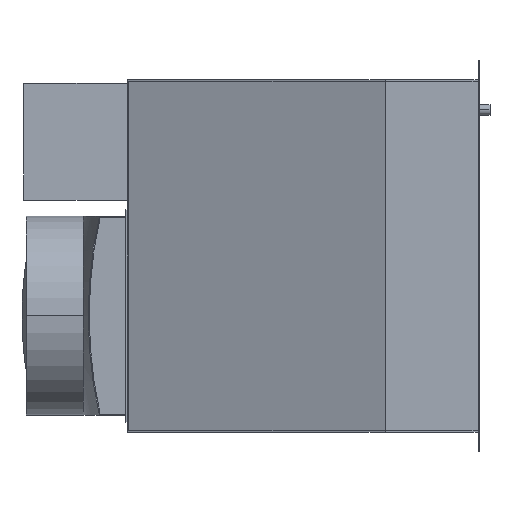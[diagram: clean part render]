
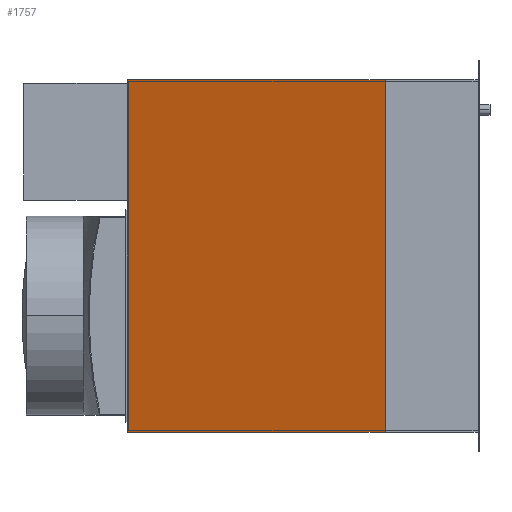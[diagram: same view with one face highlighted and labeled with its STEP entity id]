
A CAD part, left-side view. The second image highlights one B-rep face of the part: STEP entity #1757.
In plain terms, the highlighted planar face has unit normal (-0.938, 0.346, 0).
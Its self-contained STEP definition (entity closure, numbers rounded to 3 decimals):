
#458=DIRECTION('',(-0.346,-0.938,0.));
#459=VECTOR('',#458,206.756);
#460=CARTESIAN_POINT('',(-171.,265.,132.5));
#461=LINE('',#460,#459);
#478=DIRECTION('',(0.,0.,-1.));
#479=VECTOR('',#478,265.);
#480=CARTESIAN_POINT('',(-242.5,71.,132.5));
#481=LINE('',#480,#479);
#482=DIRECTION('',(-0.346,-0.938,0.));
#483=VECTOR('',#482,206.756);
#484=CARTESIAN_POINT('',(-171.,265.,-132.5));
#485=LINE('',#484,#483);
#486=DIRECTION('',(0.,0.,-1.));
#487=VECTOR('',#486,265.);
#488=CARTESIAN_POINT('',(-171.,265.,132.5));
#489=LINE('',#488,#487);
#818=CARTESIAN_POINT('',(-171.,265.,132.5));
#819=VERTEX_POINT('',#818);
#820=CARTESIAN_POINT('',(-242.5,71.,132.5));
#821=VERTEX_POINT('',#820);
#826=CARTESIAN_POINT('',(-171.,265.,-132.5));
#827=VERTEX_POINT('',#826);
#828=CARTESIAN_POINT('',(-242.5,71.,-132.5));
#829=VERTEX_POINT('',#828);
#1746=CARTESIAN_POINT('',(-171.,265.,132.5));
#1747=DIRECTION('',(-0.938,0.346,0.));
#1748=DIRECTION('',(-0.346,-0.938,0.));
#1749=AXIS2_PLACEMENT_3D('',#1746,#1747,#1748);
#1750=PLANE('',#1749);
#1751=ORIENTED_EDGE('',*,*,#1163,.F.);
#1752=ORIENTED_EDGE('',*,*,#1111,.F.);
#1753=ORIENTED_EDGE('',*,*,#1723,.T.);
#1754=ORIENTED_EDGE('',*,*,#1740,.T.);
#1755=EDGE_LOOP('',(#1751,#1752,#1753,#1754));
#1756=FACE_OUTER_BOUND('',#1755,.F.);
#1757=ADVANCED_FACE('',(#1756),#1750,.T.);
#1111=EDGE_CURVE('',#819,#827,#489,.T.);
#1163=EDGE_CURVE('',#827,#829,#485,.T.);
#1723=EDGE_CURVE('',#819,#821,#461,.T.);
#1740=EDGE_CURVE('',#821,#829,#481,.T.);
